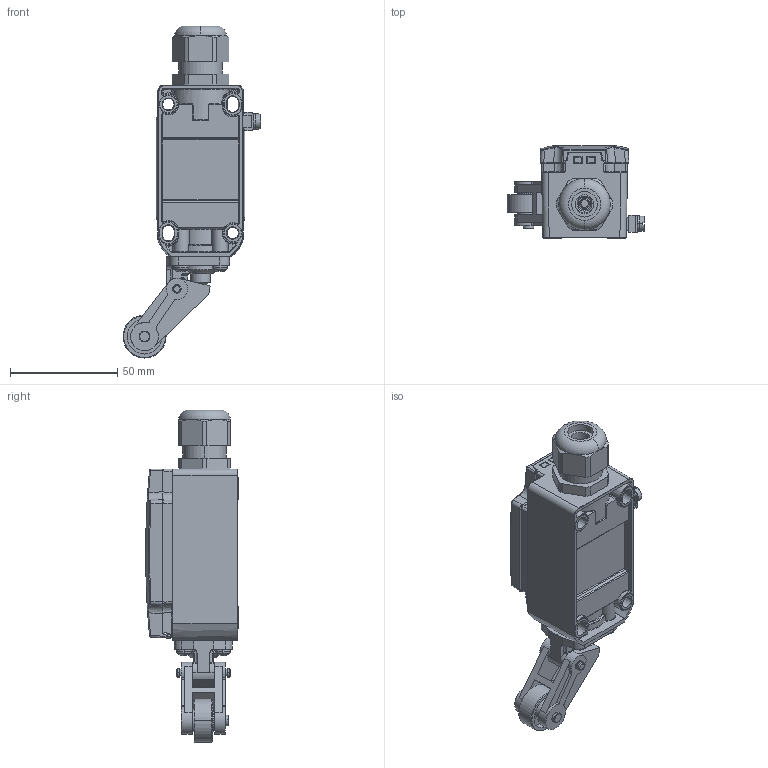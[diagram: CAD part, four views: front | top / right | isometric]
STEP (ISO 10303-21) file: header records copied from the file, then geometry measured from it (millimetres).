
FILE_DESCRIPTION((''),'2;1');
FILE_NAME('1400725_SW0001','2016-05-03T',('sharbsmeier'),('.steute Schaltgeräte GmbH, Löhne'),'PRO/ENGINEER BY PARAMETRIC TECHNOLOGY CORPORATION, 2015070','PRO/ENGINEER BY PARAMETRIC TECHNOLOGY CORPORATION, 2015070','');
FILE_SCHEMA(('CONFIG_CONTROL_DESIGN'));
Products named in the file (1): 1400725_SW0001
Bounding box: 64.22 x 43.17 x 154.72 mm (x, y, z)
Surface area: 45324.8 mm2 (no closed solid volume)
Topology: 0 solids, 41 shells, 1169 faces, 3791 edges, 2633 vertices
Faces by surface type: plane 438, cylinder 352, bspline 190, cone 91, torus 75, sphere 23
Entity records: 51813 total; most frequent: CARTESIAN_POINT 20992, ORIENTED_EDGE 6279, DIRECTION 5821, EDGE_CURVE 3786, VERTEX_POINT 2633, AXIS2_PLACEMENT_3D 2039, VECTOR 1743, LINE 1743
